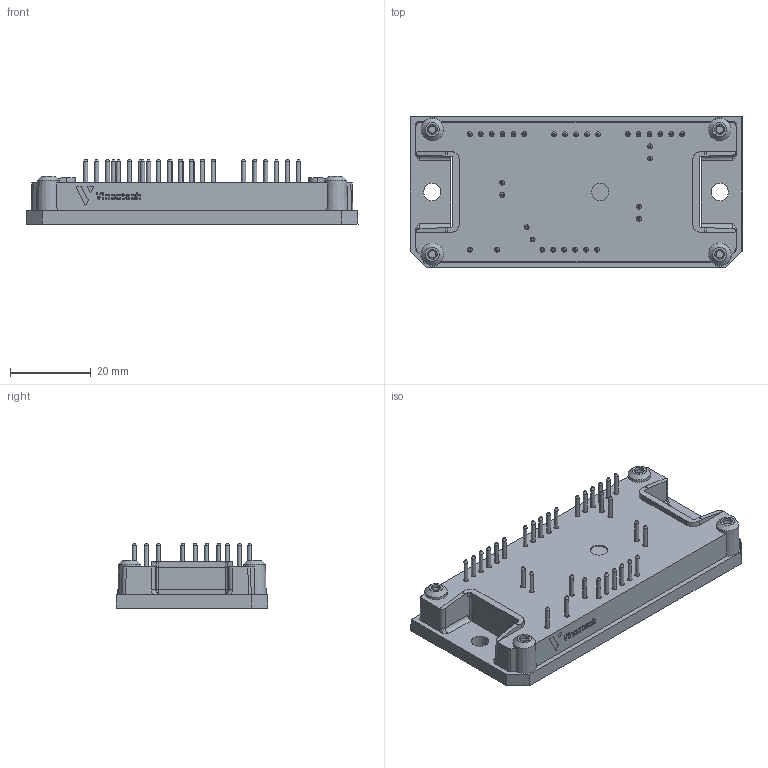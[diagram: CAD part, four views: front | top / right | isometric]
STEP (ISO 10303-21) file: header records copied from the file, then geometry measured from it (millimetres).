
FILE_DESCRIPTION(/* description */ ('Unknown'),/* implementation_level */ '2;1');
FILE_NAME(/* name */ 'Flow1-4T12W-LH40(330)-01-OL',/* time_stamp */ '2018-06-29T14:10:26+02:00',/* author */ ('Unknown'),/* organization */ ('Unknown'),/* preprocessor_version */ 'ST-DEVELOPER v16.7',/* originating_system */ 'DEX',/* authorisation */ $);
FILE_SCHEMA (('AUTOMOTIVE_DESIGN {1 0 10303 214 3 1 1}'));
Length unit declared in the file: millimetre
Products named in the file (1): Flow1-4T12W-LH40-01-OL
Bounding box: 82 x 37.4 x 16.23 mm (x, y, z)
Volume: 25886.5 mm3; surface area: 11075 mm2
Topology: 13 solids, 13 shells, 531 faces, 1309 edges, 876 vertices
Faces by surface type: plane 283, cylinder 119, bspline 80, cone 49
Full cylindrical faces by diameter (mm): 1 x33, 1.2 x33, 2.4 x4, 4.3 x3
Entity records: 18073 total; most frequent: CARTESIAN_POINT 4187, ORIENTED_EDGE 2216, DIRECTION 2155, EDGE_CURVE 1108, VERTEX_POINT 797, AXIS2_PLACEMENT_3D 759, EDGE_LOOP 737, FACE_BOUND 737
